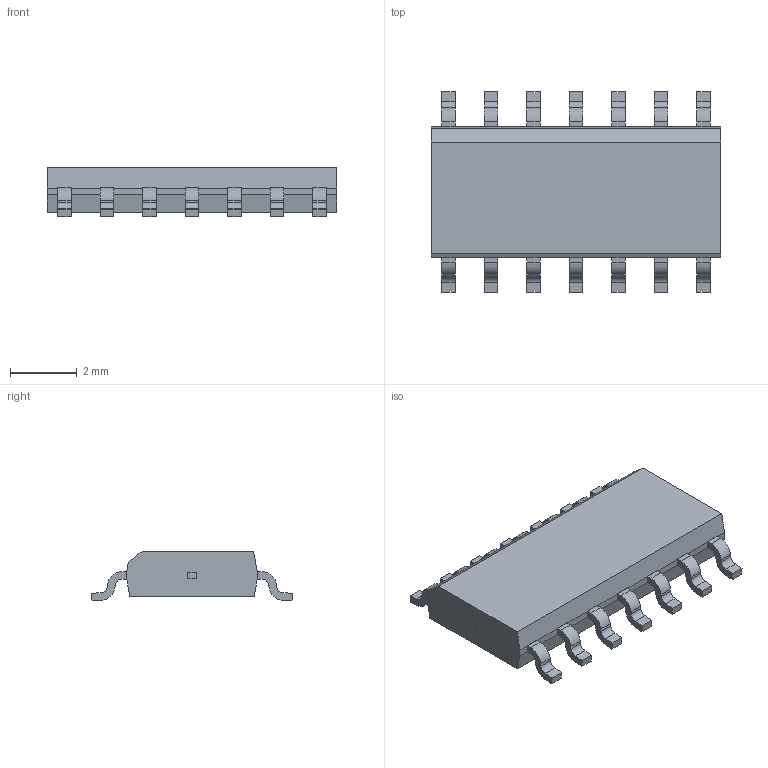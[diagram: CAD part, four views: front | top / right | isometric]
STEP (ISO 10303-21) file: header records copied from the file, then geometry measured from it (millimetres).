
FILE_DESCRIPTION(/* description */ ('Unknown'),/* implementation_level */ '2;1');
FILE_NAME(/* name */ 'SOIC-14L EP',/* time_stamp */ '2021-06-28T17:17:43+08:00',/* author */ ('Unknown'),/* organization */ ('Unknown'),/* preprocessor_version */ 'ST-DEVELOPER v16.7',/* originating_system */ 'DEX',/* authorisation */ $);
FILE_SCHEMA (('AUTOMOTIVE_DESIGN {1 0 10303 214 3 1 1}'));
Length unit declared in the file: millimetre
Products named in the file (3): SOIC-14L EP; LDF; Mold
Assembly tree (2 placements, depth 2):
  SOIC-14L EP
    LDF
    Mold
Bounding box: 8.64 x 6 x 1.49 mm (x, y, z)
Volume: 45.7 mm3; surface area: 206.6 mm2
Topology: 12 solids, 12 shells, 544 faces, 1559 edges, 1030 vertices
Faces by surface type: plane 460, cylinder 84
Full cylindrical faces by diameter (mm): 0.25 x28
Entity records: 17457 total; most frequent: CARTESIAN_POINT 3232, ORIENTED_EDGE 3006, DIRECTION 2705, EDGE_CURVE 1503, LINE 1275, VECTOR 1275, VERTEX_POINT 1002, AXIS2_PLACEMENT_3D 715
